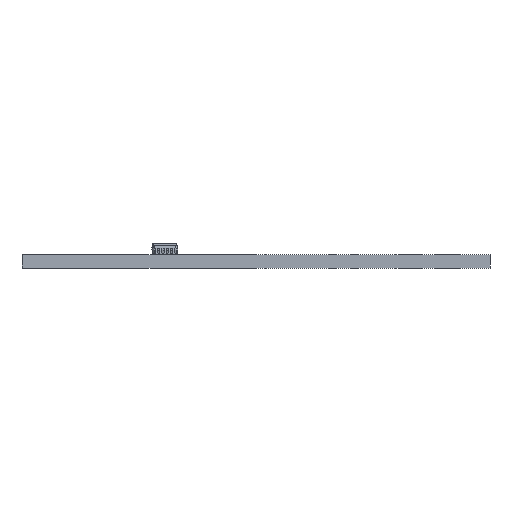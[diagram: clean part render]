
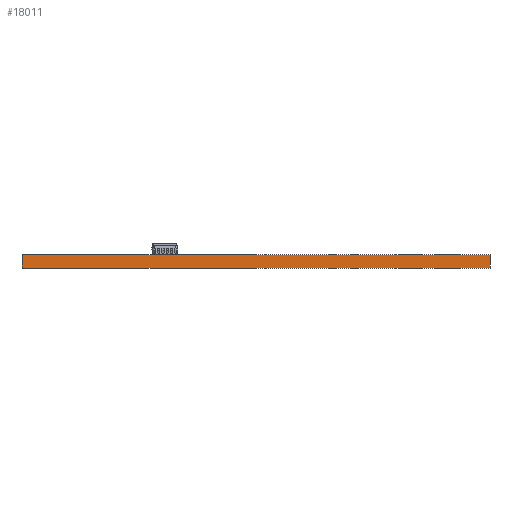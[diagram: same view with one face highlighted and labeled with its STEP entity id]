
A CAD part, left-side view. The second image highlights one B-rep face of the part: STEP entity #18011.
In plain terms, the highlighted planar face has unit normal (-1, 0, 0).
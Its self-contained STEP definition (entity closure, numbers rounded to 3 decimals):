
#17895 = EDGE_CURVE('',#17896,#17898,#17900,.T.);
#17896 = VERTEX_POINT('',#17897);
#17897 = CARTESIAN_POINT('',(130.,-80.,0.));
#17898 = VERTEX_POINT('',#17899);
#17899 = CARTESIAN_POINT('',(130.,-80.,1.6));
#17900 = SURFACE_CURVE('',#17901,(#17905,#17917),.PCURVE_S1.);
#17901 = LINE('',#17902,#17903);
#17902 = CARTESIAN_POINT('',(130.,-80.,0.));
#17903 = VECTOR('',#17904,1.);
#17904 = DIRECTION('',(0.,0.,1.));
#17905 = PCURVE('',#17906,#17911);
#17906 = PLANE('',#17907);
#17907 = AXIS2_PLACEMENT_3D('',#17908,#17909,#17910);
#17908 = CARTESIAN_POINT('',(130.,-80.,0.));
#17909 = DIRECTION('',(0.,1.,0.));
#17910 = DIRECTION('',(1.,0.,0.));
#17911 = DEFINITIONAL_REPRESENTATION('',(#17912),#17916);
#17912 = LINE('',#17913,#17914);
#17913 = CARTESIAN_POINT('',(0.,0.));
#17914 = VECTOR('',#17915,1.);
#17915 = DIRECTION('',(0.,-1.));
#17916 = ( GEOMETRIC_REPRESENTATION_CONTEXT(2) 
PARAMETRIC_REPRESENTATION_CONTEXT() REPRESENTATION_CONTEXT('2D SPACE',''
  ) );
#17917 = PCURVE('',#17918,#17923);
#17918 = PLANE('',#17919);
#17919 = AXIS2_PLACEMENT_3D('',#17920,#17921,#17922);
#17920 = CARTESIAN_POINT('',(130.,-135.,0.));
#17921 = DIRECTION('',(-1.,0.,0.));
#17922 = DIRECTION('',(0.,1.,0.));
#17923 = DEFINITIONAL_REPRESENTATION('',(#17924),#17928);
#17924 = LINE('',#17925,#17926);
#17925 = CARTESIAN_POINT('',(55.,0.));
#17926 = VECTOR('',#17927,1.);
#17927 = DIRECTION('',(0.,-1.));
#17928 = ( GEOMETRIC_REPRESENTATION_CONTEXT(2) 
PARAMETRIC_REPRESENTATION_CONTEXT() REPRESENTATION_CONTEXT('2D SPACE',''
  ) );
#17946 = PLANE('',#17947);
#17947 = AXIS2_PLACEMENT_3D('',#17948,#17949,#17950);
#17948 = CARTESIAN_POINT('',(157.5,-107.5,1.6));
#17949 = DIRECTION('',(0.,0.,-1.));
#17950 = DIRECTION('',(-1.,0.,0.));
#18000 = PLANE('',#18001);
#18001 = AXIS2_PLACEMENT_3D('',#18002,#18003,#18004);
#18002 = CARTESIAN_POINT('',(157.5,-107.5,0.));
#18003 = DIRECTION('',(0.,0.,-1.));
#18004 = DIRECTION('',(-1.,0.,0.));
#18011 = ADVANCED_FACE('',(#18012),#17918,.T.);
#18012 = FACE_BOUND('',#18013,.T.);
#18013 = EDGE_LOOP('',(#18014,#18044,#18065,#18066));
#18014 = ORIENTED_EDGE('',*,*,#18015,.T.);
#18015 = EDGE_CURVE('',#18016,#18018,#18020,.T.);
#18016 = VERTEX_POINT('',#18017);
#18017 = CARTESIAN_POINT('',(130.,-135.,0.));
#18018 = VERTEX_POINT('',#18019);
#18019 = CARTESIAN_POINT('',(130.,-135.,1.6));
#18020 = SURFACE_CURVE('',#18021,(#18025,#18032),.PCURVE_S1.);
#18021 = LINE('',#18022,#18023);
#18022 = CARTESIAN_POINT('',(130.,-135.,0.));
#18023 = VECTOR('',#18024,1.);
#18024 = DIRECTION('',(0.,0.,1.));
#18025 = PCURVE('',#17918,#18026);
#18026 = DEFINITIONAL_REPRESENTATION('',(#18027),#18031);
#18027 = LINE('',#18028,#18029);
#18028 = CARTESIAN_POINT('',(0.,0.));
#18029 = VECTOR('',#18030,1.);
#18030 = DIRECTION('',(0.,-1.));
#18031 = ( GEOMETRIC_REPRESENTATION_CONTEXT(2) 
PARAMETRIC_REPRESENTATION_CONTEXT() REPRESENTATION_CONTEXT('2D SPACE',''
  ) );
#18032 = PCURVE('',#18033,#18038);
#18033 = PLANE('',#18034);
#18034 = AXIS2_PLACEMENT_3D('',#18035,#18036,#18037);
#18035 = CARTESIAN_POINT('',(185.,-135.,0.));
#18036 = DIRECTION('',(0.,-1.,0.));
#18037 = DIRECTION('',(-1.,0.,0.));
#18038 = DEFINITIONAL_REPRESENTATION('',(#18039),#18043);
#18039 = LINE('',#18040,#18041);
#18040 = CARTESIAN_POINT('',(55.,0.));
#18041 = VECTOR('',#18042,1.);
#18042 = DIRECTION('',(0.,-1.));
#18043 = ( GEOMETRIC_REPRESENTATION_CONTEXT(2) 
PARAMETRIC_REPRESENTATION_CONTEXT() REPRESENTATION_CONTEXT('2D SPACE',''
  ) );
#18044 = ORIENTED_EDGE('',*,*,#18045,.T.);
#18045 = EDGE_CURVE('',#18018,#17898,#18046,.T.);
#18046 = SURFACE_CURVE('',#18047,(#18051,#18058),.PCURVE_S1.);
#18047 = LINE('',#18048,#18049);
#18048 = CARTESIAN_POINT('',(130.,-135.,1.6));
#18049 = VECTOR('',#18050,1.);
#18050 = DIRECTION('',(0.,1.,0.));
#18051 = PCURVE('',#17918,#18052);
#18052 = DEFINITIONAL_REPRESENTATION('',(#18053),#18057);
#18053 = LINE('',#18054,#18055);
#18054 = CARTESIAN_POINT('',(0.,-1.6));
#18055 = VECTOR('',#18056,1.);
#18056 = DIRECTION('',(1.,0.));
#18057 = ( GEOMETRIC_REPRESENTATION_CONTEXT(2) 
PARAMETRIC_REPRESENTATION_CONTEXT() REPRESENTATION_CONTEXT('2D SPACE',''
  ) );
#18058 = PCURVE('',#17946,#18059);
#18059 = DEFINITIONAL_REPRESENTATION('',(#18060),#18064);
#18060 = LINE('',#18061,#18062);
#18061 = CARTESIAN_POINT('',(27.5,-27.5));
#18062 = VECTOR('',#18063,1.);
#18063 = DIRECTION('',(0.,1.));
#18064 = ( GEOMETRIC_REPRESENTATION_CONTEXT(2) 
PARAMETRIC_REPRESENTATION_CONTEXT() REPRESENTATION_CONTEXT('2D SPACE',''
  ) );
#18065 = ORIENTED_EDGE('',*,*,#17895,.F.);
#18066 = ORIENTED_EDGE('',*,*,#18067,.F.);
#18067 = EDGE_CURVE('',#18016,#17896,#18068,.T.);
#18068 = SURFACE_CURVE('',#18069,(#18073,#18080),.PCURVE_S1.);
#18069 = LINE('',#18070,#18071);
#18070 = CARTESIAN_POINT('',(130.,-135.,0.));
#18071 = VECTOR('',#18072,1.);
#18072 = DIRECTION('',(0.,1.,0.));
#18073 = PCURVE('',#17918,#18074);
#18074 = DEFINITIONAL_REPRESENTATION('',(#18075),#18079);
#18075 = LINE('',#18076,#18077);
#18076 = CARTESIAN_POINT('',(0.,0.));
#18077 = VECTOR('',#18078,1.);
#18078 = DIRECTION('',(1.,0.));
#18079 = ( GEOMETRIC_REPRESENTATION_CONTEXT(2) 
PARAMETRIC_REPRESENTATION_CONTEXT() REPRESENTATION_CONTEXT('2D SPACE',''
  ) );
#18080 = PCURVE('',#18000,#18081);
#18081 = DEFINITIONAL_REPRESENTATION('',(#18082),#18086);
#18082 = LINE('',#18083,#18084);
#18083 = CARTESIAN_POINT('',(27.5,-27.5));
#18084 = VECTOR('',#18085,1.);
#18085 = DIRECTION('',(0.,1.));
#18086 = ( GEOMETRIC_REPRESENTATION_CONTEXT(2) 
PARAMETRIC_REPRESENTATION_CONTEXT() REPRESENTATION_CONTEXT('2D SPACE',''
  ) );
